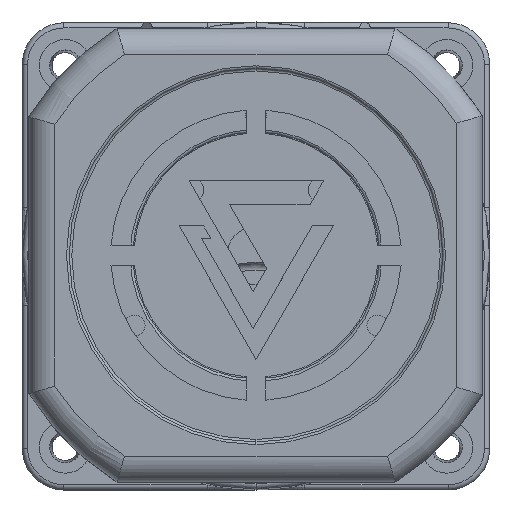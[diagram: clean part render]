
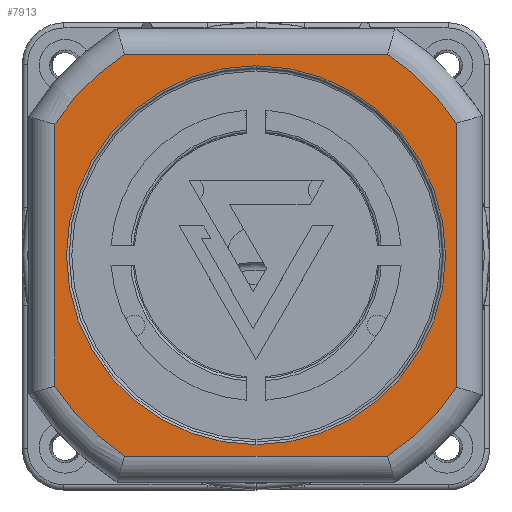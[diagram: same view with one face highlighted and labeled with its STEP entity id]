
A CAD part, top view. The second image highlights one B-rep face of the part: STEP entity #7913.
In plain terms, the highlighted planar face has unit normal (0, 0, 1).
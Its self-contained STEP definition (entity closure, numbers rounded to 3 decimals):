
#107 = DIRECTION ( 'NONE',  ( 0., -1., 0. ) ) ;
#111 = LINE ( 'NONE', #3112, #2134 ) ;
#278 = LINE ( 'NONE', #3277, #5073 ) ;
#390 = CIRCLE ( 'NONE', #1666, 46.25 ) ;
#441 = ORIENTED_EDGE ( 'NONE', *, *, #7955, .T. ) ;
#482 = CARTESIAN_POINT ( 'NONE',  ( -34.668, 52.161, 84. ) ) ;
#485 = ORIENTED_EDGE ( 'NONE', *, *, #1382, .T. ) ;
#593 = LINE ( 'NONE', #3591, #5401 ) ;
#609 = LINE ( 'NONE', #3605, #1755 ) ;
#714 = CARTESIAN_POINT ( 'NONE',  ( -34.668, 15.661, 84. ) ) ;
#771 = EDGE_CURVE ( 'NONE', #8103, #2267, #593, .T. ) ;
#783 = VERTEX_POINT ( 'NONE', #5085 ) ;
#831 = VERTEX_POINT ( 'NONE', #2959 ) ;
#847 = PLANE ( 'NONE',  #4652 ) ;
#896 = DIRECTION ( 'NONE',  ( 0., 0., -1. ) ) ;
#996 = CARTESIAN_POINT ( 'NONE',  ( -34.668, 15.661, 84. ) ) ;
#1135 = EDGE_CURVE ( 'NONE', #783, #7393, #1386, .T. ) ;
#1207 = CIRCLE ( 'NONE', #6605, 36.5 ) ;
#1376 = AXIS2_PLACEMENT_3D ( 'NONE', #8109, #1534, #4510 ) ;
#1382 = EDGE_CURVE ( 'NONE', #1529, #8103, #8229, .T. ) ;
#1386 = CIRCLE ( 'NONE', #1376, 46.25 ) ;
#1529 = VERTEX_POINT ( 'NONE', #8360 ) ;
#1534 = DIRECTION ( 'NONE',  ( 0., 0., 1. ) ) ;
#1666 = AXIS2_PLACEMENT_3D ( 'NONE', #3158, #6078, #8969 ) ;
#1709 = AXIS2_PLACEMENT_3D ( 'NONE', #996, #3982, #6888 ) ;
#1755 = VECTOR ( 'NONE', #6513, 1000. ) ;
#1817 = EDGE_LOOP ( 'NONE', ( #3638, #2855 ) ) ;
#1980 = ORIENTED_EDGE ( 'NONE', *, *, #771, .T. ) ;
#2134 = VECTOR ( 'NONE', #6035, 1000. ) ;
#2267 = VERTEX_POINT ( 'NONE', #8957 ) ;
#2296 = CARTESIAN_POINT ( 'NONE',  ( -73.438, -9.558, 84. ) ) ;
#2381 = DIRECTION ( 'NONE',  ( 0., -1., 0. ) ) ;
#2648 = EDGE_CURVE ( 'NONE', #7393, #1529, #609, .T. ) ;
#2771 = EDGE_CURVE ( 'NONE', #7524, #4641, #7424, .T. ) ;
#2855 = ORIENTED_EDGE ( 'NONE', *, *, #6714, .T. ) ;
#2959 = CARTESIAN_POINT ( 'NONE',  ( -59.994, -23.039, 84. ) ) ;
#2992 = VERTEX_POINT ( 'NONE', #7923 ) ;
#3112 = CARTESIAN_POINT ( 'NONE',  ( -73.438, -11., 84. ) ) ;
#3158 = CARTESIAN_POINT ( 'NONE',  ( -34.668, 15.661, 84. ) ) ;
#3168 = CARTESIAN_POINT ( 'NONE',  ( -34.668, -20.839, 84. ) ) ;
#3277 = CARTESIAN_POINT ( 'NONE',  ( -34.668, -23.039, 84. ) ) ;
#3390 = ORIENTED_EDGE ( 'NONE', *, *, #5383, .T. ) ;
#3591 = CARTESIAN_POINT ( 'NONE',  ( -61.443, 54.361, 84. ) ) ;
#3605 = CARTESIAN_POINT ( 'NONE',  ( 3.962, 15.661, 84. ) ) ;
#3638 = ORIENTED_EDGE ( 'NONE', *, *, #2771, .T. ) ;
#3714 = DIRECTION ( 'NONE',  ( 0., 0., 1. ) ) ;
#3838 = CARTESIAN_POINT ( 'NONE',  ( -34.668, 15.661, 84. ) ) ;
#3884 = DIRECTION ( 'NONE',  ( 0., -1., 0. ) ) ;
#3982 = DIRECTION ( 'NONE',  ( 0., 0., 1. ) ) ;
#4267 = ORIENTED_EDGE ( 'NONE', *, *, #1135, .T. ) ;
#4315 = ORIENTED_EDGE ( 'NONE', *, *, #5424, .T. ) ;
#4510 = DIRECTION ( 'NONE',  ( 0., -1., 0. ) ) ;
#4546 = AXIS2_PLACEMENT_3D ( 'NONE', #6041, #8924, #2381 ) ;
#4563 = FACE_BOUND ( 'NONE', #1817, .T. ) ;
#4641 = VERTEX_POINT ( 'NONE', #482 ) ;
#4652 = AXIS2_PLACEMENT_3D ( 'NONE', #3838, #6750, #107 ) ;
#5073 = VECTOR ( 'NONE', #6194, 1000. ) ;
#5085 = CARTESIAN_POINT ( 'NONE',  ( -9.343, -23.039, 84. ) ) ;
#5383 = EDGE_CURVE ( 'NONE', #2992, #7436, #111, .T. ) ;
#5401 = VECTOR ( 'NONE', #6499, 1000. ) ;
#5424 = EDGE_CURVE ( 'NONE', #7436, #831, #390, .T. ) ;
#5861 = CIRCLE ( 'NONE', #1709, 46.25 ) ;
#6035 = DIRECTION ( 'NONE',  ( 0., -1., 0. ) ) ;
#6041 = CARTESIAN_POINT ( 'NONE',  ( -34.668, 15.661, 84. ) ) ;
#6078 = DIRECTION ( 'NONE',  ( 0., 0., 1. ) ) ;
#6194 = DIRECTION ( 'NONE',  ( 1., 0., 0. ) ) ;
#6217 = CARTESIAN_POINT ( 'NONE',  ( -9.343, 54.361, 84. ) ) ;
#6295 = EDGE_LOOP ( 'NONE', ( #4315, #6447, #4267, #8578, #485, #1980, #441, #3390 ) ) ;
#6447 = ORIENTED_EDGE ( 'NONE', *, *, #7140, .T. ) ;
#6499 = DIRECTION ( 'NONE',  ( -1., 0., 0. ) ) ;
#6513 = DIRECTION ( 'NONE',  ( 0., 1., 0. ) ) ;
#6605 = AXIS2_PLACEMENT_3D ( 'NONE', #7491, #896, #3884 ) ;
#6615 = CARTESIAN_POINT ( 'NONE',  ( 3.962, -9.771, 84. ) ) ;
#6617 = DIRECTION ( 'NONE',  ( 0., -1., 0. ) ) ;
#6714 = EDGE_CURVE ( 'NONE', #4641, #7524, #1207, .T. ) ;
#6750 = DIRECTION ( 'NONE',  ( 0., 0., -1. ) ) ;
#6888 = DIRECTION ( 'NONE',  ( 0., -1., 0. ) ) ;
#7140 = EDGE_CURVE ( 'NONE', #831, #783, #278, .T. ) ;
#7393 = VERTEX_POINT ( 'NONE', #6615 ) ;
#7424 = CIRCLE ( 'NONE', #4546, 36.5 ) ;
#7436 = VERTEX_POINT ( 'NONE', #2296 ) ;
#7451 = FACE_OUTER_BOUND ( 'NONE', #6295, .T. ) ;
#7491 = CARTESIAN_POINT ( 'NONE',  ( -34.668, 15.661, 84. ) ) ;
#7524 = VERTEX_POINT ( 'NONE', #3168 ) ;
#7913 = ADVANCED_FACE ( 'NONE', ( #4563, #7451 ), #847, .F. ) ;
#7923 = CARTESIAN_POINT ( 'NONE',  ( -73.438, 40.879, 84. ) ) ;
#7955 = EDGE_CURVE ( 'NONE', #2267, #2992, #5861, .T. ) ;
#8097 = AXIS2_PLACEMENT_3D ( 'NONE', #714, #3714, #6617 ) ;
#8103 = VERTEX_POINT ( 'NONE', #6217 ) ;
#8109 = CARTESIAN_POINT ( 'NONE',  ( -34.668, 15.661, 84. ) ) ;
#8229 = CIRCLE ( 'NONE', #8097, 46.25 ) ;
#8360 = CARTESIAN_POINT ( 'NONE',  ( 3.962, 41.092, 84. ) ) ;
#8578 = ORIENTED_EDGE ( 'NONE', *, *, #2648, .T. ) ;
#8924 = DIRECTION ( 'NONE',  ( 0., 0., -1. ) ) ;
#8957 = CARTESIAN_POINT ( 'NONE',  ( -59.994, 54.361, 84. ) ) ;
#8969 = DIRECTION ( 'NONE',  ( 0., -1., 0. ) ) ;
